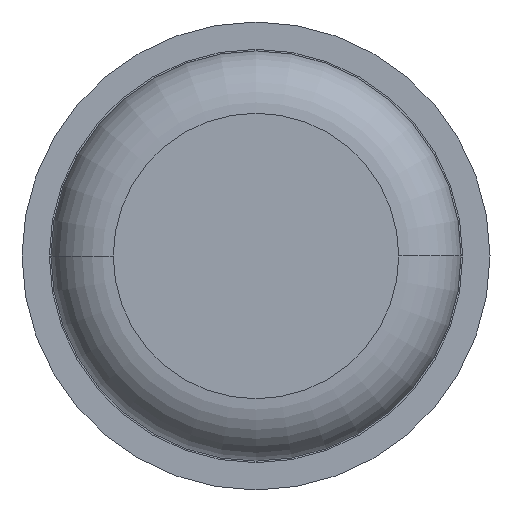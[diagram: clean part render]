
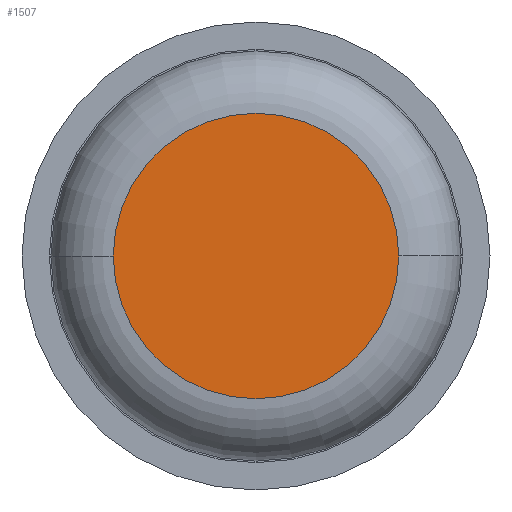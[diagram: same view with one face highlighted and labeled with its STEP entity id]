
A CAD part, front view. The second image highlights one B-rep face of the part: STEP entity #1507.
In plain terms, the highlighted planar face has unit normal (0, -1, 0).
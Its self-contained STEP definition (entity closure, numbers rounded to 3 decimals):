
#9 = EDGE_CURVE ( 'Defeature ausgef�hrt1_6+Defeature ausgef�hrt1_7+Defeature ausgef�hrt1_7+Defeature ausgef�hrt1_7', #1475, #527, #57, .T. ) ;
#57 = CIRCLE ( 'NONE', #1064, 0.915 ) ;
#83 = DIRECTION ( 'NONE',  ( 0., -1., 0. ) ) ;
#176 = ORIENTED_EDGE ( 'NONE', *, *, #9, .T. ) ;
#191 = FACE_OUTER_BOUND ( 'NONE', #2459, .T. ) ;
#235 = DIRECTION ( 'NONE',  ( -1., 0., 0. ) ) ;
#246 = DIRECTION ( 'NONE',  ( 0., -1., 0. ) ) ;
#332 = CIRCLE ( 'NONE', #1830, 0.915 ) ;
#357 = CARTESIAN_POINT ( 'NONE',  ( 0.915, 0., 0. ) ) ;
#489 = ORIENTED_EDGE ( 'NONE', *, *, #2761, .T. ) ;
#527 = VERTEX_POINT ( 'NONE', #2084 ) ;
#890 = DIRECTION ( 'NONE',  ( 0., 1., 0. ) ) ;
#1064 = AXIS2_PLACEMENT_3D ( 'NONE', #3601, #83, #1868 ) ;
#1475 = VERTEX_POINT ( 'NONE', #357 ) ;
#1507 = ADVANCED_FACE ( 'Defeature ausgef�hrt1_6', ( #191 ), #3245, .F. ) ;
#1676 = CARTESIAN_POINT ( 'NONE',  ( 0., 0., 0. ) ) ;
#1830 = AXIS2_PLACEMENT_3D ( 'NONE', #1676, #246, #235 ) ;
#1868 = DIRECTION ( 'NONE',  ( -1., 0., 0. ) ) ;
#2084 = CARTESIAN_POINT ( 'NONE',  ( -0.915, 0., 0. ) ) ;
#2265 = AXIS2_PLACEMENT_3D ( 'NONE', #2934, #890, #2645 ) ;
#2459 = EDGE_LOOP ( 'NONE', ( #489, #176 ) ) ;
#2645 = DIRECTION ( 'NONE',  ( -1., 0., 0. ) ) ;
#2761 = EDGE_CURVE ( 'Defeature ausgef�hrt1_6+Defeature ausgef�hrt1_7+Defeature ausgef�hrt1_7+Defeature ausgef�hrt1_7', #527, #1475, #332, .T. ) ;
#2934 = CARTESIAN_POINT ( 'NONE',  ( 0., 0., 0. ) ) ;
#3245 = PLANE ( 'NONE',  #2265 ) ;
#3601 = CARTESIAN_POINT ( 'NONE',  ( 0., 0., 0. ) ) ;
